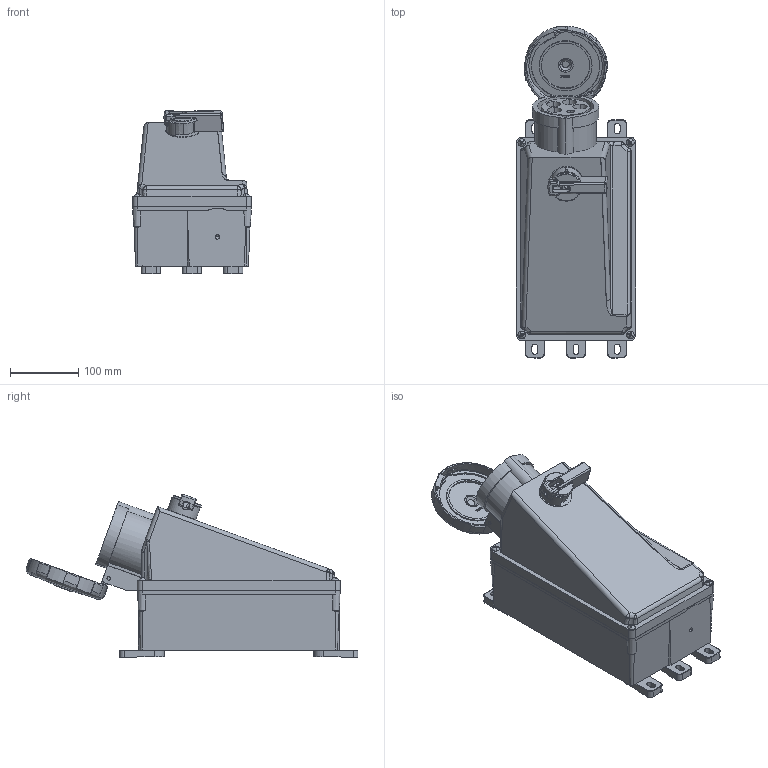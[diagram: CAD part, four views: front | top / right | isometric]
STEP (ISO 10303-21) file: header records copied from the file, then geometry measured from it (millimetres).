
FILE_DESCRIPTION (( 'STEP AP203' ), '1' );
FILE_NAME ('BRY5100MI9W.step', '2023-02-15T14:47:07', ( '' ), ( '' ), 'SwSTEP 2.0', 'SolidWorks 2021', '' );
FILE_SCHEMA (( 'CONFIG_CONTROL_DESIGN' ));
Products named in the file (1): BRY5100MI9W
Bounding box: 174.93 x 486.74 x 239.5 mm (x, y, z)
Volume: 7908709.7 mm3; surface area: 562452 mm2
Topology: 13 solids, 13 shells, 1762 faces, 4694 edges, 2943 vertices
Faces by surface type: plane 633, cylinder 574, bspline 455, cone 88, torus 12
Entity records: 66750 total; most frequent: CARTESIAN_POINT 26236, ORIENTED_EDGE 9202, DIRECTION 7445, EDGE_CURVE 4601, VERTEX_POINT 2943, AXIS2_PLACEMENT_3D 2679, LINE 2087, VECTOR 2087
